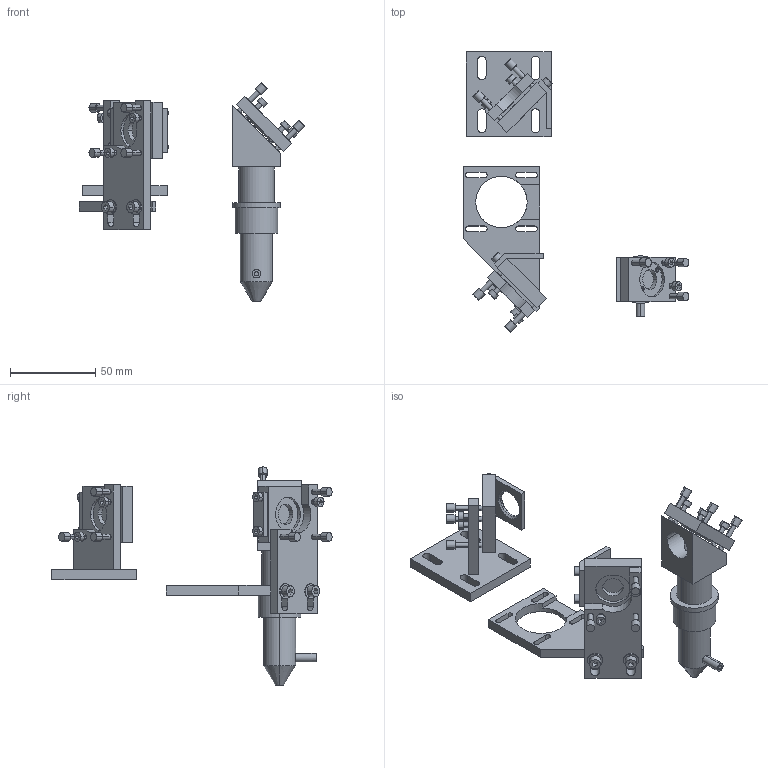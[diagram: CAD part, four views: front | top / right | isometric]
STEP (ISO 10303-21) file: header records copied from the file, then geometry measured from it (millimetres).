
FILE_DESCRIPTION (( 'STEP AP214' ), '1' );
FILE_NAME ('Cloudray k40 Laser Head and Mirror Base Assy.STEP', '2019-06-25T23:05:59', ( '' ), ( '' ), 'SwSTEP 2.0', 'SolidWorks 2016', '' );
FILE_SCHEMA (( 'AUTOMOTIVE_DESIGN' ));
Length unit declared in the file: millimetre
Products named in the file (4): cloudray laser 1st mirror; cloudray laser 2nd mirror; cloudray laser head; Cloudray k40 Laser Head and Mirror Base Assy
Assembly tree (3 placements, depth 2):
  Cloudray k40 Laser Head and Mirror Base Assy
    cloudray laser head
    cloudray laser 2nd mirror
    cloudray laser 1st mirror
Bounding box: 132.57 x 164.59 x 128.17 mm (x, y, z)
Volume: 91652.9 mm3; surface area: 52323.8 mm2
Topology: 4 solids, 9 shells, 526 faces, 1238 edges, 814 vertices
Faces by surface type: plane 284, cylinder 224, cone 18
Entity records: 19027 total; most frequent: CARTESIAN_POINT 2912, DIRECTION 2738, ORIENTED_EDGE 2476, EDGE_CURVE 1238, AXIS2_PLACEMENT_3D 994, VERTEX_POINT 814, VECTOR 750, LINE 750
